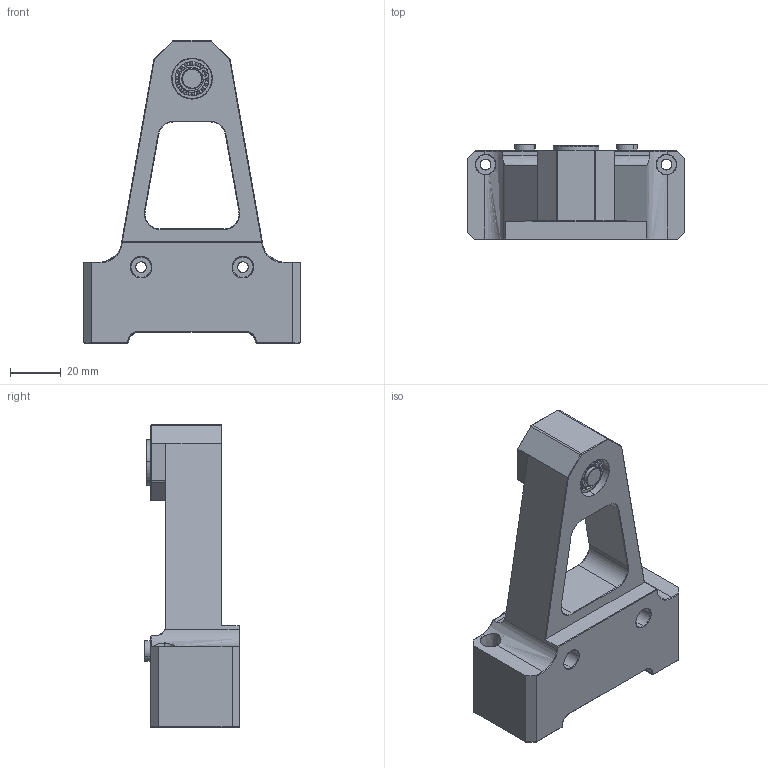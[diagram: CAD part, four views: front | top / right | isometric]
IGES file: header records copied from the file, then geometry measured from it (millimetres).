
Start section: SolidWorks IGES file using analytic representation for surfaces
Global section: file name: 4HFY-GFS 16-副爪.IGS; native system: SolidWorks 2015; preprocessor: SolidWorks 2015; author: Administrator; date: 231116.150226; units: millimetre
Bounding box: 85 x 37.5 x 119 mm (x, y, z)
Surface area: 36261.8 mm2 (no closed solid volume)
Topology: 0 solids, 0 shells, 679 faces, 8302 edges, 8253 vertices
Faces by surface type: bspline 355, revolution 324
